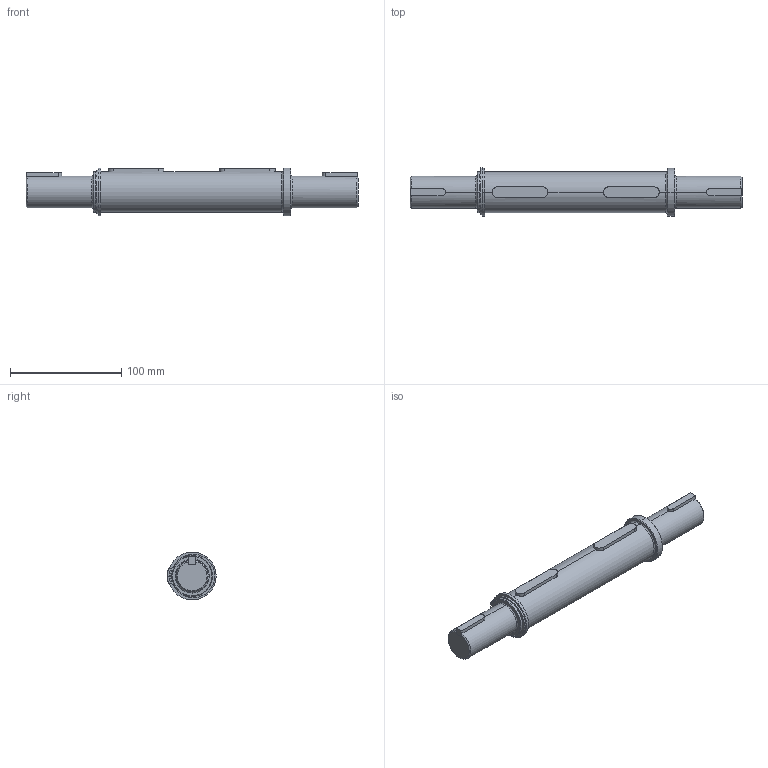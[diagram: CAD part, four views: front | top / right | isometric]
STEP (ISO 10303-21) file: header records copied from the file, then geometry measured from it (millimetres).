
FILE_DESCRIPTION (( 'STEP AP203' ), '1' );
FILE_NAME ('WGSS-237-DS.step', '2023-01-30T20:55:06', ( '' ), ( '' ), 'SwSTEP 2.0', 'SolidWorks 2021', '' );
FILE_SCHEMA (( 'CONFIG_CONTROL_DESIGN' ));
Length unit declared in the file: inch
Products named in the file (1): WGSS-237-DS
Bounding box: 297.9 x 43.35 x 43 mm (x, y, z)
Volume: 270883.1 mm3; surface area: 43503.8 mm2
Topology: 7 solids, 7 shells, 112 faces, 266 edges, 173 vertices
Faces by surface type: cylinder 49, plane 47, cone 10, bspline 6
Entity records: 3980 total; most frequent: CARTESIAN_POINT 1268, DIRECTION 567, ORIENTED_EDGE 532, EDGE_CURVE 266, AXIS2_PLACEMENT_3D 216, VERTEX_POINT 173, LINE 135, VECTOR 135
